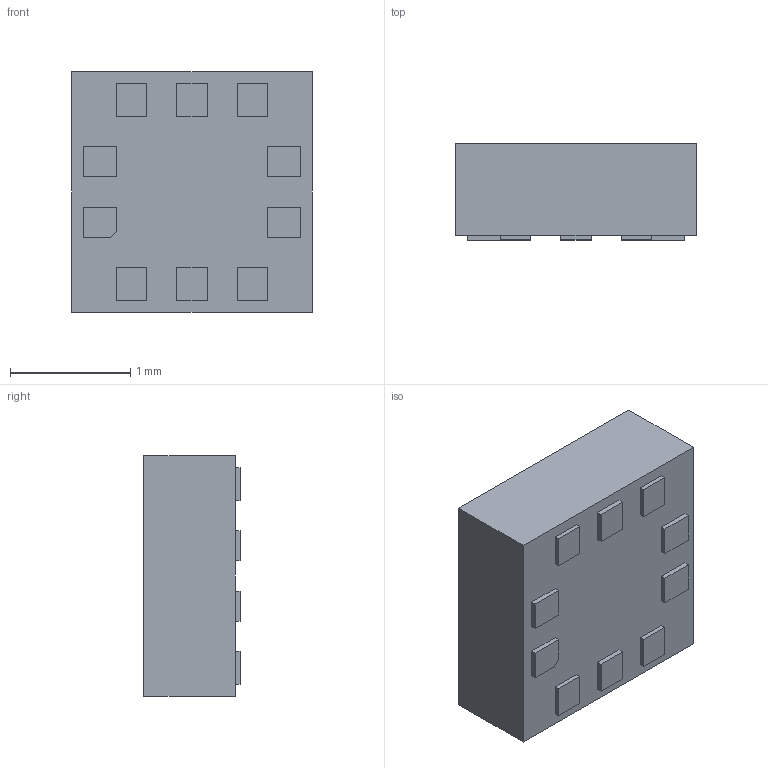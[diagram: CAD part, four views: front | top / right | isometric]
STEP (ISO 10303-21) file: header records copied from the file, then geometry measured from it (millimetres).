
FILE_DESCRIPTION (( 'STEP AP214' ), '1' );
FILE_NAME ('User Library-HLGA-10L.STEP', '2019-06-19T12:26:54', ( '' ), ( '' ), 'SwSTEP 2.0', 'SolidWorks 2019', '' );
FILE_SCHEMA (( 'AUTOMOTIVE_DESIGN' ));
Length unit declared in the file: millimetre
Products named in the file (1): User Library-HLGA-10L
Bounding box: 2 x 0.8 x 2 mm (x, y, z)
Volume: 3.1 mm3; surface area: 14.5 mm2
Topology: 1 solids, 1 shells, 142 faces, 354 edges, 236 vertices
Faces by surface type: plane 122, bspline 18, cylinder 2
Entity records: 6206 total; most frequent: CARTESIAN_POINT 2207, ORIENTED_EDGE 708, DIRECTION 572, EDGE_CURVE 354, LINE 314, VECTOR 314, VERTEX_POINT 236, EDGE_LOOP 164
